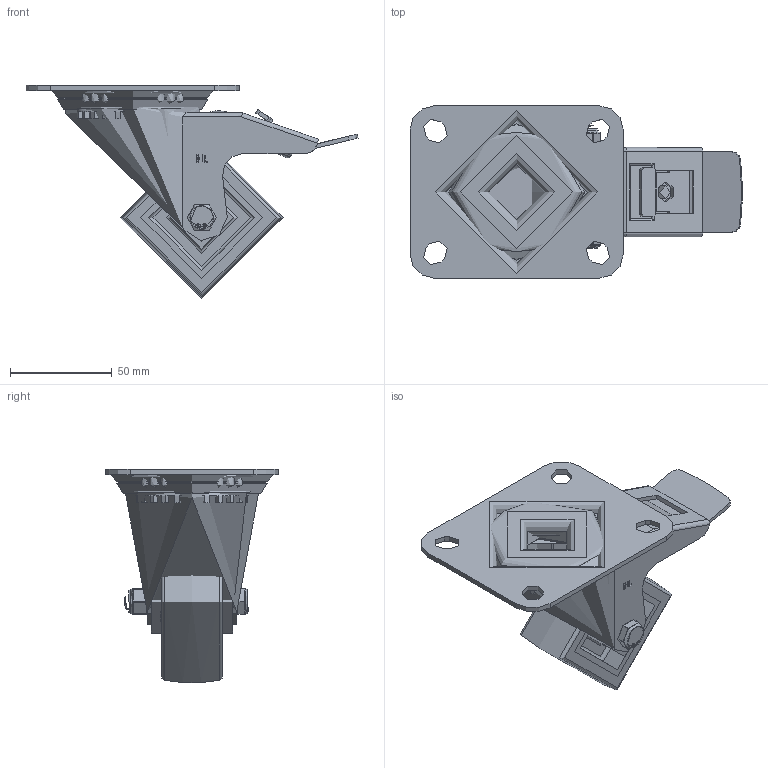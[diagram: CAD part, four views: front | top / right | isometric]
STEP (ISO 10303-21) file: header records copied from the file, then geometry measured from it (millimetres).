
FILE_DESCRIPTION(/* description */ (''),/* implementation_level */ '2;1');
FILE_NAME(/* name */ 'SSMM80NPBSWB.step',/* time_stamp */ '2025-06-30T11:53:23+01:00',/* author */ (''),/* organization */ (''),/* preprocessor_version */ 'ST-DEVELOPER v20.1',/* originating_system */ 'Autodesk Translation Framework v14.10.0.0',/* authorisation */ '');
FILE_SCHEMA (('AUTOMOTIVE_DESIGN { 1 0 10303 214 3 1 1 }'));
Length unit declared in the file: millimetre
Products named in the file (32): SSMM80NPBSWB; SSMM80ASSWB v1; STAINLESS STEEL TOP PLATE; STAINLESS STEEL TOP PLATE Geometry; BALL BEARINGS; Component1; STAINLESS STEEL FORKS; BEARING SEAL; STAINLESS STEEL BRAKE PEDAL; STAINLESS STEEL BRAKE PEDAL Geometry; BRAKE BOLT; BRAKE PAD; BRAKE PAD Geometry; NUT; BOLT; BZML80WNPRB/SQ v3; NYLON RIM; RBM12X23X35SS v1; ROLLER BEARING; NYLON CAGE; Pattern; Component21; POLYURETHANE TYRE; CAP; TUBEM12X40SS v1; STAINLESS STEEL TUBE; HEXBOLTM8X55A2 v2; GRADE A2 304 STAINLESS STEEL  BOLT; NYLOCM8A2 v1; STAINLESS STEEL NYLOC NUT; NUT (1); RUBBER
Assembly tree (59 placements, depth 6):
  SSMM80NPBSWB
    SSMM80ASSWB v1
      STAINLESS STEEL TOP PLATE
        STAINLESS STEEL TOP PLATE Geometry
        BALL BEARINGS
          Component1  x24
      STAINLESS STEEL FORKS
      BEARING SEAL
      STAINLESS STEEL BRAKE PEDAL
        STAINLESS STEEL BRAKE PEDAL Geometry
        BRAKE BOLT
      BRAKE PAD
        BRAKE PAD Geometry
        NUT
        BOLT
    BZML80WNPRB/SQ v3
      NYLON RIM
      RBM12X23X35SS v1
        ROLLER BEARING
          NYLON CAGE
          Pattern
            Component21  x6
      POLYURETHANE TYRE
      CAP
    TUBEM12X40SS v1
      STAINLESS STEEL TUBE
    HEXBOLTM8X55A2 v2
      GRADE A2 304 STAINLESS STEEL  BOLT
    NYLOCM8A2 v1
      STAINLESS STEEL NYLOC NUT
        NUT (1)
        RUBBER
Bounding box: 163.41 x 85 x 104.87 mm (x, y, z)
Volume: 184445.2 mm3; surface area: 114483.2 mm2
Topology: 46 solids, 46 shells, 682 faces, 1767 edges, 1132 vertices
Faces by surface type: plane 346, cylinder 190, bspline 65, sphere 49, torus 20, cone 12
Full cylindrical faces by diameter (mm): 5.5 x6, 6 x5, 6.446 x7, 7.866 x13, 8 x4, 8.2 x2, 8.5 x1, 8.6 x2, 11.5 x1, 11.9 x1, 12.1 x1, 12.5 x3, 22.5 x1, 23 x1, 24 x2, 27.5 x1, 31 x2, 31.5 x1, 52 x2, 56 x2, 60 x2, 62 x1, 66 x1
Entity records: 26662 total; most frequent: CARTESIAN_POINT 9981, ORIENTED_EDGE 3346, DIRECTION 3228, EDGE_CURVE 1673, AXIS2_PLACEMENT_3D 1114, VERTEX_POINT 1076, LINE 1000, VECTOR 1000
